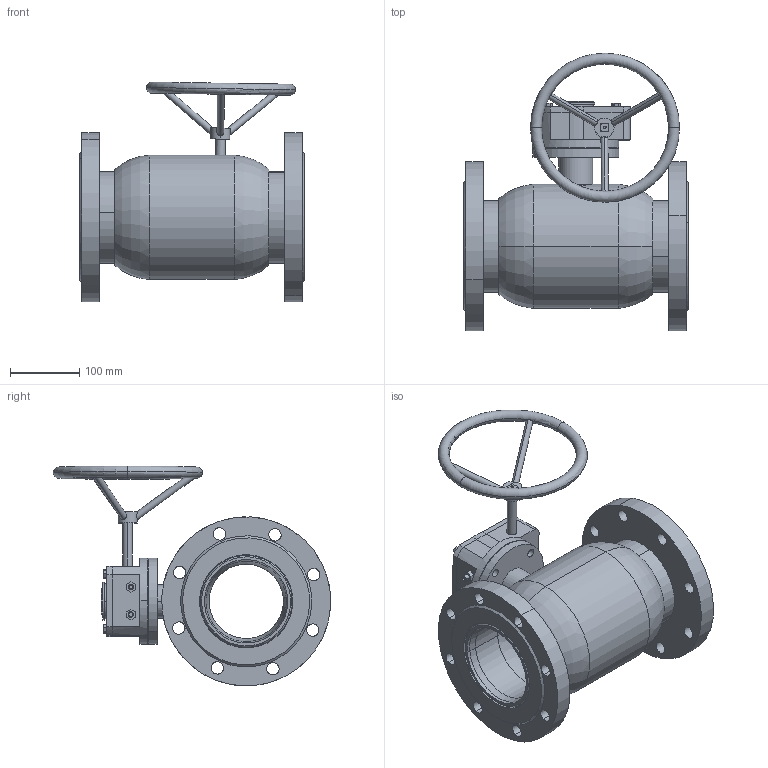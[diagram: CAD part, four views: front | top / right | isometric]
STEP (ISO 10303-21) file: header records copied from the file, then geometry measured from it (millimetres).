
FILE_DESCRIPTION (( 'STEP AP214' ), '1' );
FILE_NAME ('DN125涡轮法兰球阀PN16.STEP', '2023-10-07T07:54:41', ( '' ), ( '' ), 'SwSTEP 2.0', 'SolidWorks 2019', '' );
FILE_SCHEMA (( 'AUTOMOTIVE_DESIGN' ));
Length unit declared in the file: millimetre
Products named in the file (10): DN150恘謫; 125楊擘1.6; Q61F-125-4傻諉; DN125涡轮法兰球阀PN16; Q61F-125-5粣杶; DN150忒謫; 125-150攫; Q61F-125-1概极樓馱; 125-150恦謫; Q61F-125-3概裝
Assembly tree (11 placements, depth 3):
  DN125涡轮法兰球阀PN16
    Q61F-125-1概极樓馱
    Q61F-125-5粣杶
    Q61F-125-3概裝
    Q61F-125-4傻諉  x2
    125-150攫
    125-150恦謫
      DN150恘謫
      DN150忒謫
    125楊擘1.6  x2
Bounding box: 325 x 401.95 x 318.32 mm (x, y, z)
Volume: 4009986.6 mm3; surface area: 850169.7 mm2
Topology: 21 solids, 21 shells, 643 faces, 1612 edges, 1043 vertices
Faces by surface type: plane 359, cylinder 165, bspline 65, torus 36, cone 18
Entity records: 23085 total; most frequent: CARTESIAN_POINT 7439, ORIENTED_EDGE 2984, DIRECTION 2742, EDGE_CURVE 1492, LINE 976, VECTOR 976, VERTEX_POINT 969, AXIS2_PLACEMENT_3D 883
